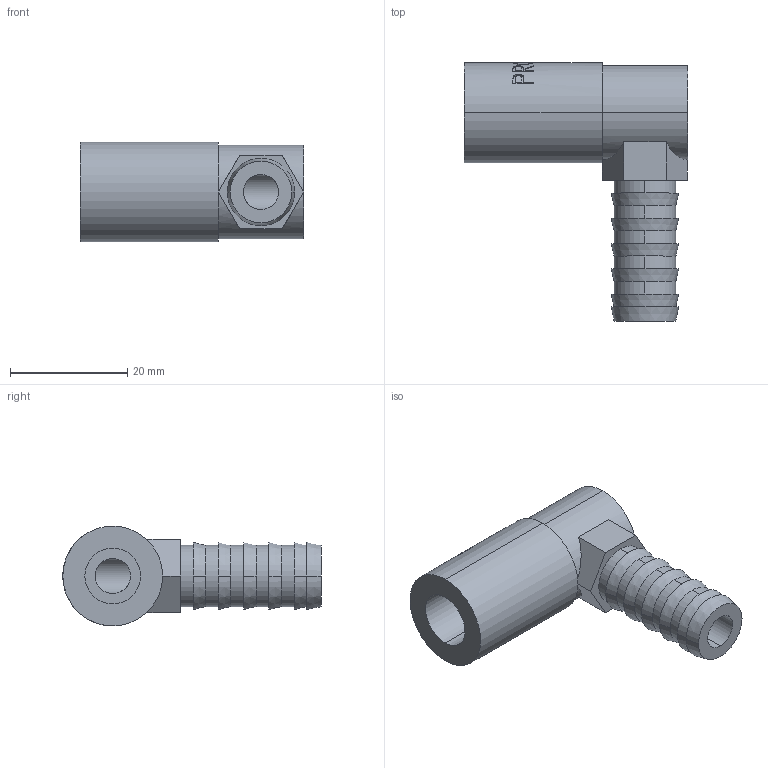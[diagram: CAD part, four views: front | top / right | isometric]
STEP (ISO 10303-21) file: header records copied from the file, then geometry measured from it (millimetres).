
FILE_DESCRIPTION (( 'STEP AP203' ), '1' );
FILE_NAME ('cde0.STEP', '2022-08-23T15:44:39', ( '' ), ( '' ), 'SwSTEP 2.0', 'SolidWorks 2019', '' );
FILE_SCHEMA (( 'CONFIG_CONTROL_DESIGN' ));
Length unit declared in the file: millimetre
Products named in the file (1): cde0
Bounding box: 38 x 44 x 17 mm (x, y, z)
Volume: 8641.5 mm3; surface area: 4921.6 mm2
Topology: 1 solids, 1 shells, 133 faces, 334 edges, 222 vertices
Faces by surface type: plane 50, bspline 42, cylinder 29, cone 12
Entity records: 8818 total; most frequent: CARTESIAN_POINT 5851, ORIENTED_EDGE 668, DIRECTION 476, EDGE_CURVE 334, VERTEX_POINT 222, AXIS2_PLACEMENT_3D 192, EDGE_LOOP 154, B_SPLINE_CURVE_WITH_KNOTS 136
